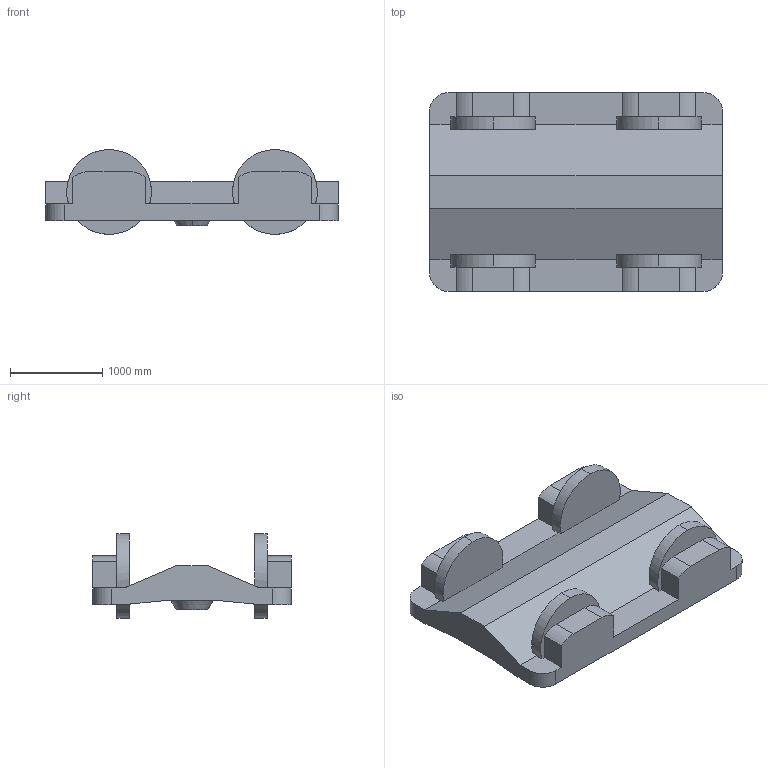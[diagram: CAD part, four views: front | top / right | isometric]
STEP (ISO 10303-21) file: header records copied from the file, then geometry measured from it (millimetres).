
FILE_DESCRIPTION (( 'STEP AP214' ), '1' );
FILE_NAME ('Y25_ForwardBogies_MediumDetailed.STEP', '2024-03-19T13:47:40', ( '' ), ( '' ), 'SwSTEP 2.0', 'SolidWorks 2022', '' );
FILE_SCHEMA (( 'AUTOMOTIVE_DESIGN' ));
Length unit declared in the file: metre
Products named in the file (1): Y25_ForwardBogies_MediumDetailed
Bounding box: 3177.14 x 2155 x 920 mm (x, y, z)
Surface area: 21425458.9 mm2 (no closed solid volume)
Topology: 0 solids, 1 shells, 73 faces, 210 edges, 140 vertices
Faces by surface type: plane 47, cylinder 24, cone 2
Entity records: 2419 total; most frequent: CARTESIAN_POINT 472, ORIENTED_EDGE 420, DIRECTION 394, EDGE_CURVE 210, VECTOR 142, LINE 142, VERTEX_POINT 140, AXIS2_PLACEMENT_3D 126
